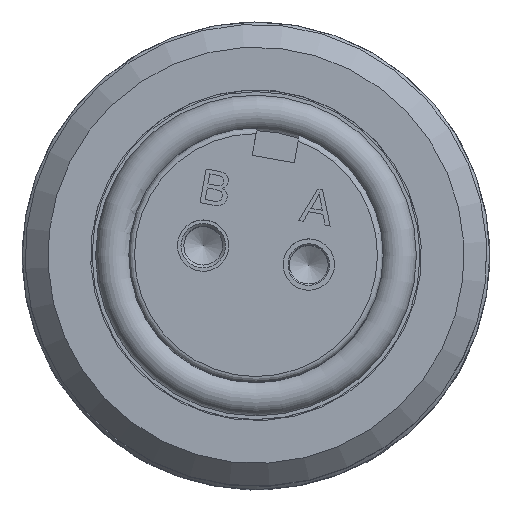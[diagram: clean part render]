
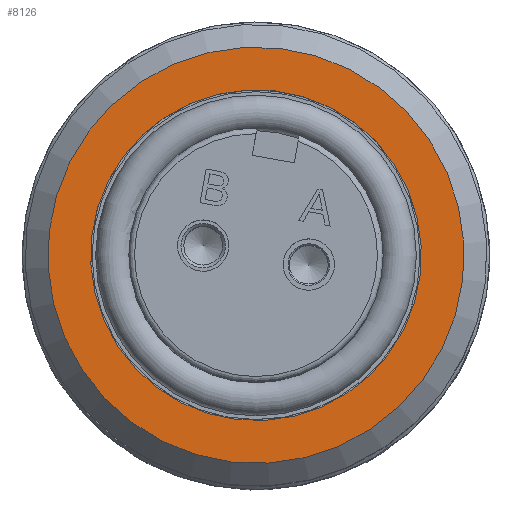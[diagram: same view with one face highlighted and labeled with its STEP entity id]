
A CAD part, top view. The second image highlights one B-rep face of the part: STEP entity #8126.
In plain terms, the highlighted planar face has unit normal (0, 0, 1).
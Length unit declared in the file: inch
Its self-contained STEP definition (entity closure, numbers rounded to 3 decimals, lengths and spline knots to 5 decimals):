
#189=PLANE('',#8755);
#1575=FACE_BOUND('',#2297,.T.);
#1820=FACE_OUTER_BOUND('',#2296,.T.);
#2296=EDGE_LOOP('',(#6018));
#2297=EDGE_LOOP('',(#6019));
#2709=CIRCLE('',#8754,0.365);
#2710=CIRCLE('',#8756,0.29);
#3399=VERTEX_POINT('',#13865);
#3400=VERTEX_POINT('',#13868);
#4355=EDGE_CURVE('',#3399,#3399,#2709,.T.);
#4356=EDGE_CURVE('',#3400,#3400,#2710,.T.);
#6018=ORIENTED_EDGE('',*,*,#4355,.F.);
#6019=ORIENTED_EDGE('',*,*,#4356,.T.);
#8126=ADVANCED_FACE('',(#1820,#1575),#189,.F.);
#8754=AXIS2_PLACEMENT_3D('',#13866,#10317,#10318);
#8755=AXIS2_PLACEMENT_3D('',#13867,#10319,#10320);
#8756=AXIS2_PLACEMENT_3D('',#13869,#10321,#10322);
#10317=DIRECTION('center_axis',(0.,0.,
-1.));
#10318=DIRECTION('ref_axis',(-0.958,0.287,0.));
#10319=DIRECTION('center_axis',(0.,0.,
-1.));
#10320=DIRECTION('ref_axis',(-0.958,0.287,0.));
#10321=DIRECTION('center_axis',(0.,0.,
-1.));
#10322=DIRECTION('ref_axis',(0.958,-0.287,0.));
#13865=CARTESIAN_POINT('',(1.81351,-0.25993,1.63443));
#13866=CARTESIAN_POINT('Origin',(1.46381,-0.15535,1.63443));
#13867=CARTESIAN_POINT('Origin',(1.46381,-0.15535,1.63443));
#13868=CARTESIAN_POINT('',(1.74165,-0.23844,1.63443));
#13869=CARTESIAN_POINT('Origin',(1.46381,-0.15535,1.63443));
